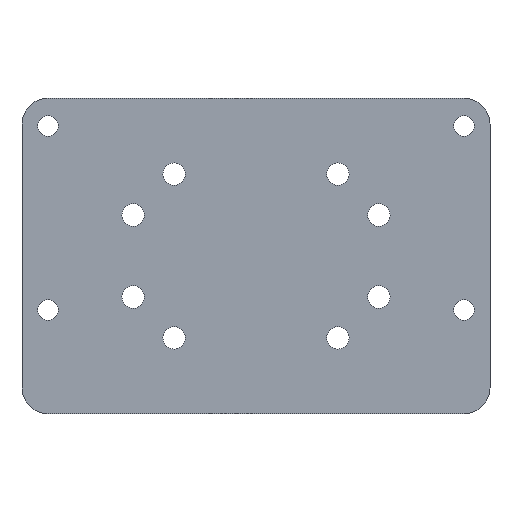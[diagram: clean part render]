
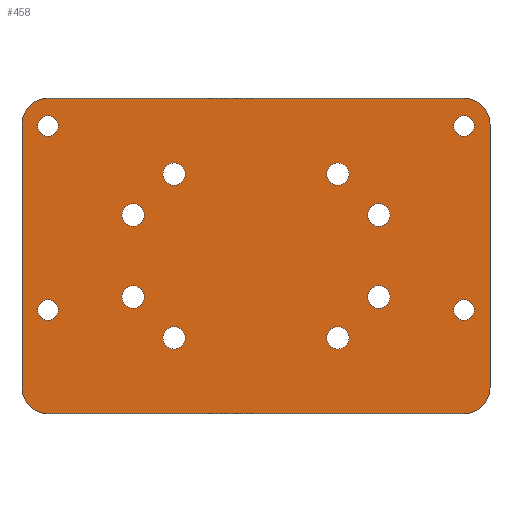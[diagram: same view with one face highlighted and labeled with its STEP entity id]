
A CAD part, left-side view. The second image highlights one B-rep face of the part: STEP entity #458.
In plain terms, the highlighted planar face has unit normal (-1, 0, 0).
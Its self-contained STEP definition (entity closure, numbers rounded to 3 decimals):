
#27=FACE_BOUND('',#101,.T.);
#28=FACE_BOUND('',#102,.T.);
#29=FACE_BOUND('',#103,.T.);
#30=FACE_BOUND('',#104,.T.);
#31=FACE_BOUND('',#105,.T.);
#32=FACE_BOUND('',#106,.T.);
#33=FACE_BOUND('',#107,.T.);
#34=FACE_BOUND('',#108,.T.);
#35=FACE_BOUND('',#109,.T.);
#36=FACE_BOUND('',#110,.T.);
#37=FACE_BOUND('',#111,.T.);
#38=FACE_BOUND('',#112,.T.);
#44=PLANE('',#526);
#66=FACE_OUTER_BOUND('',#100,.T.);
#100=EDGE_LOOP('',(#401,#402,#403,#404,#405,#406,#407,#408));
#101=EDGE_LOOP('',(#409));
#102=EDGE_LOOP('',(#410));
#103=EDGE_LOOP('',(#411));
#104=EDGE_LOOP('',(#412));
#105=EDGE_LOOP('',(#413));
#106=EDGE_LOOP('',(#414));
#107=EDGE_LOOP('',(#415));
#108=EDGE_LOOP('',(#416));
#109=EDGE_LOOP('',(#417));
#110=EDGE_LOOP('',(#418));
#111=EDGE_LOOP('',(#419));
#112=EDGE_LOOP('',(#420));
#117=LINE('',#680,#145);
#134=LINE('',#771,#162);
#137=LINE('',#779,#165);
#140=LINE('',#786,#168);
#145=VECTOR('',#541,10.);
#162=VECTOR('',#644,10.);
#165=VECTOR('',#653,10.);
#168=VECTOR('',#662,10.);
#169=CIRCLE('',#474,6.35);
#186=CIRCLE('',#494,6.35);
#187=CIRCLE('',#496,2.518);
#188=CIRCLE('',#498,2.75);
#189=CIRCLE('',#500,2.75);
#190=CIRCLE('',#502,2.75);
#191=CIRCLE('',#504,2.75);
#192=CIRCLE('',#506,2.75);
#193=CIRCLE('',#508,2.75);
#194=CIRCLE('',#510,2.518);
#195=CIRCLE('',#512,2.518);
#196=CIRCLE('',#514,2.75);
#197=CIRCLE('',#516,2.518);
#198=CIRCLE('',#518,2.75);
#199=CIRCLE('',#521,6.35);
#200=CIRCLE('',#524,6.35);
#201=VERTEX_POINT('',#667);
#202=VERTEX_POINT('',#668);
#206=VERTEX_POINT('',#678);
#224=VERTEX_POINT('',#718);
#225=VERTEX_POINT('',#722);
#226=VERTEX_POINT('',#726);
#227=VERTEX_POINT('',#730);
#228=VERTEX_POINT('',#734);
#229=VERTEX_POINT('',#738);
#230=VERTEX_POINT('',#742);
#231=VERTEX_POINT('',#746);
#232=VERTEX_POINT('',#750);
#233=VERTEX_POINT('',#754);
#234=VERTEX_POINT('',#758);
#235=VERTEX_POINT('',#762);
#236=VERTEX_POINT('',#766);
#237=VERTEX_POINT('',#770);
#238=VERTEX_POINT('',#774);
#239=VERTEX_POINT('',#778);
#240=VERTEX_POINT('',#782);
#241=EDGE_CURVE('',#201,#202,#169,.T.);
#247=EDGE_CURVE('',#201,#206,#117,.T.);
#266=EDGE_CURVE('',#224,#206,#186,.T.);
#268=EDGE_CURVE('',#225,#225,#187,.F.);
#270=EDGE_CURVE('',#226,#226,#188,.F.);
#272=EDGE_CURVE('',#227,#227,#189,.F.);
#274=EDGE_CURVE('',#228,#228,#190,.F.);
#276=EDGE_CURVE('',#229,#229,#191,.F.);
#278=EDGE_CURVE('',#230,#230,#192,.F.);
#280=EDGE_CURVE('',#231,#231,#193,.F.);
#282=EDGE_CURVE('',#232,#232,#194,.F.);
#284=EDGE_CURVE('',#233,#233,#195,.F.);
#286=EDGE_CURVE('',#234,#234,#196,.F.);
#288=EDGE_CURVE('',#235,#235,#197,.F.);
#290=EDGE_CURVE('',#236,#236,#198,.F.);
#292=EDGE_CURVE('',#237,#202,#134,.T.);
#294=EDGE_CURVE('',#238,#237,#199,.T.);
#296=EDGE_CURVE('',#239,#238,#137,.T.);
#298=EDGE_CURVE('',#240,#239,#200,.T.);
#300=EDGE_CURVE('',#224,#240,#140,.T.);
#401=ORIENTED_EDGE('',*,*,#241,.F.);
#402=ORIENTED_EDGE('',*,*,#247,.T.);
#403=ORIENTED_EDGE('',*,*,#266,.F.);
#404=ORIENTED_EDGE('',*,*,#300,.T.);
#405=ORIENTED_EDGE('',*,*,#298,.T.);
#406=ORIENTED_EDGE('',*,*,#296,.T.);
#407=ORIENTED_EDGE('',*,*,#294,.T.);
#408=ORIENTED_EDGE('',*,*,#292,.T.);
#409=ORIENTED_EDGE('',*,*,#290,.T.);
#410=ORIENTED_EDGE('',*,*,#288,.T.);
#411=ORIENTED_EDGE('',*,*,#286,.T.);
#412=ORIENTED_EDGE('',*,*,#284,.T.);
#413=ORIENTED_EDGE('',*,*,#282,.T.);
#414=ORIENTED_EDGE('',*,*,#280,.T.);
#415=ORIENTED_EDGE('',*,*,#278,.T.);
#416=ORIENTED_EDGE('',*,*,#276,.T.);
#417=ORIENTED_EDGE('',*,*,#274,.T.);
#418=ORIENTED_EDGE('',*,*,#272,.T.);
#419=ORIENTED_EDGE('',*,*,#270,.T.);
#420=ORIENTED_EDGE('',*,*,#268,.T.);
#458=ADVANCED_FACE('',(#66,#27,#28,#29,#30,#31,#32,#33,#34,#35,#36,#37,
#38),#44,.T.);
#474=AXIS2_PLACEMENT_3D('',#669,#531,#532);
#494=AXIS2_PLACEMENT_3D('',#719,#579,#580);
#496=AXIS2_PLACEMENT_3D('',#723,#584,#585);
#498=AXIS2_PLACEMENT_3D('',#727,#589,#590);
#500=AXIS2_PLACEMENT_3D('',#731,#594,#595);
#502=AXIS2_PLACEMENT_3D('',#735,#599,#600);
#504=AXIS2_PLACEMENT_3D('',#739,#604,#605);
#506=AXIS2_PLACEMENT_3D('',#743,#609,#610);
#508=AXIS2_PLACEMENT_3D('',#747,#614,#615);
#510=AXIS2_PLACEMENT_3D('',#751,#619,#620);
#512=AXIS2_PLACEMENT_3D('',#755,#624,#625);
#514=AXIS2_PLACEMENT_3D('',#759,#629,#630);
#516=AXIS2_PLACEMENT_3D('',#763,#634,#635);
#518=AXIS2_PLACEMENT_3D('',#767,#639,#640);
#521=AXIS2_PLACEMENT_3D('',#775,#648,#649);
#524=AXIS2_PLACEMENT_3D('',#783,#657,#658);
#526=AXIS2_PLACEMENT_3D('',#787,#663,#664);
#531=DIRECTION('center_axis',(1.,0.,0.));
#532=DIRECTION('ref_axis',(0.,-0.707,0.707));
#541=DIRECTION('',(0.,1.,0.));
#579=DIRECTION('center_axis',(1.,0.,0.));
#580=DIRECTION('ref_axis',(0.,0.707,0.707));
#584=DIRECTION('center_axis',(-1.,0.,0.));
#585=DIRECTION('ref_axis',(0.,-1.,0.));
#589=DIRECTION('center_axis',(-1.,0.,0.));
#590=DIRECTION('ref_axis',(0.,-1.,0.));
#594=DIRECTION('center_axis',(-1.,0.,0.));
#595=DIRECTION('ref_axis',(0.,-1.,0.));
#599=DIRECTION('center_axis',(-1.,0.,0.));
#600=DIRECTION('ref_axis',(0.,-1.,0.));
#604=DIRECTION('center_axis',(-1.,0.,0.));
#605=DIRECTION('ref_axis',(0.,-1.,0.));
#609=DIRECTION('center_axis',(-1.,0.,0.));
#610=DIRECTION('ref_axis',(0.,-1.,0.));
#614=DIRECTION('center_axis',(-1.,0.,0.));
#615=DIRECTION('ref_axis',(0.,-1.,0.));
#619=DIRECTION('center_axis',(-1.,0.,0.));
#620=DIRECTION('ref_axis',(0.,-1.,0.));
#624=DIRECTION('center_axis',(-1.,0.,0.));
#625=DIRECTION('ref_axis',(0.,-1.,0.));
#629=DIRECTION('center_axis',(-1.,0.,0.));
#630=DIRECTION('ref_axis',(0.,-1.,0.));
#634=DIRECTION('center_axis',(-1.,0.,0.));
#635=DIRECTION('ref_axis',(0.,-1.,0.));
#639=DIRECTION('center_axis',(-1.,0.,0.));
#640=DIRECTION('ref_axis',(0.,-1.,0.));
#644=DIRECTION('',(0.,0.,1.));
#648=DIRECTION('center_axis',(-1.,0.,0.));
#649=DIRECTION('ref_axis',(0.,0.,
-1.));
#653=DIRECTION('',(0.,-1.,0.));
#657=DIRECTION('center_axis',(-1.,0.,0.));
#658=DIRECTION('ref_axis',(0.,1.,0.));
#662=DIRECTION('',(0.,0.,-1.));
#663=DIRECTION('center_axis',(-1.,0.,0.));
#664=DIRECTION('ref_axis',(0.,-1.,0.));
#667=CARTESIAN_POINT('',(126.95,-25.8,229.292));
#668=CARTESIAN_POINT('',(126.95,-32.15,222.942));
#669=CARTESIAN_POINT('Origin',(126.95,-25.8,222.942));
#678=CARTESIAN_POINT('',(126.95,75.8,229.292));
#680=CARTESIAN_POINT('',(126.95,-10.448,229.292));
#718=CARTESIAN_POINT('',(126.95,82.15,222.942));
#719=CARTESIAN_POINT('Origin',(126.95,75.8,222.942));
#722=CARTESIAN_POINT('',(126.95,-23.282,222.467));
#723=CARTESIAN_POINT('Origin',(126.95,-25.8,222.467));
#726=CARTESIAN_POINT('',(126.95,-2.25,180.717));
#727=CARTESIAN_POINT('Origin',(126.95,-5.,180.717));
#730=CARTESIAN_POINT('',(126.95,7.75,170.717));
#731=CARTESIAN_POINT('Origin',(126.95,5.,170.717));
#734=CARTESIAN_POINT('',(126.95,47.75,210.717));
#735=CARTESIAN_POINT('Origin',(126.95,45.,210.717));
#738=CARTESIAN_POINT('',(126.95,57.75,200.717));
#739=CARTESIAN_POINT('Origin',(126.95,55.,200.717));
#742=CARTESIAN_POINT('',(126.95,57.75,180.717));
#743=CARTESIAN_POINT('Origin',(126.95,55.,180.717));
#746=CARTESIAN_POINT('',(126.95,47.75,170.717));
#747=CARTESIAN_POINT('Origin',(126.95,45.,170.717));
#750=CARTESIAN_POINT('',(126.95,-23.282,177.542));
#751=CARTESIAN_POINT('Origin',(126.95,-25.8,177.542));
#754=CARTESIAN_POINT('',(126.95,78.318,222.467));
#755=CARTESIAN_POINT('Origin',(126.95,75.8,222.467));
#758=CARTESIAN_POINT('',(126.95,-2.25,200.717));
#759=CARTESIAN_POINT('Origin',(126.95,-5.,200.717));
#762=CARTESIAN_POINT('',(126.95,78.318,177.542));
#763=CARTESIAN_POINT('Origin',(126.95,75.8,177.542));
#766=CARTESIAN_POINT('',(126.95,7.75,210.717));
#767=CARTESIAN_POINT('Origin',(126.95,5.,210.717));
#770=CARTESIAN_POINT('',(126.95,-32.15,158.492));
#771=CARTESIAN_POINT('',(126.95,-32.15,158.492));
#774=CARTESIAN_POINT('',(126.95,-25.8,152.142));
#775=CARTESIAN_POINT('Origin',(126.95,-25.8,158.492));
#778=CARTESIAN_POINT('',(126.95,75.8,152.142));
#779=CARTESIAN_POINT('',(126.95,-25.8,152.142));
#782=CARTESIAN_POINT('',(126.95,82.15,158.492));
#783=CARTESIAN_POINT('Origin',(126.95,75.8,158.492));
#786=CARTESIAN_POINT('',(126.95,82.15,247.392));
#787=CARTESIAN_POINT('Origin',(126.95,25.,190.717));
